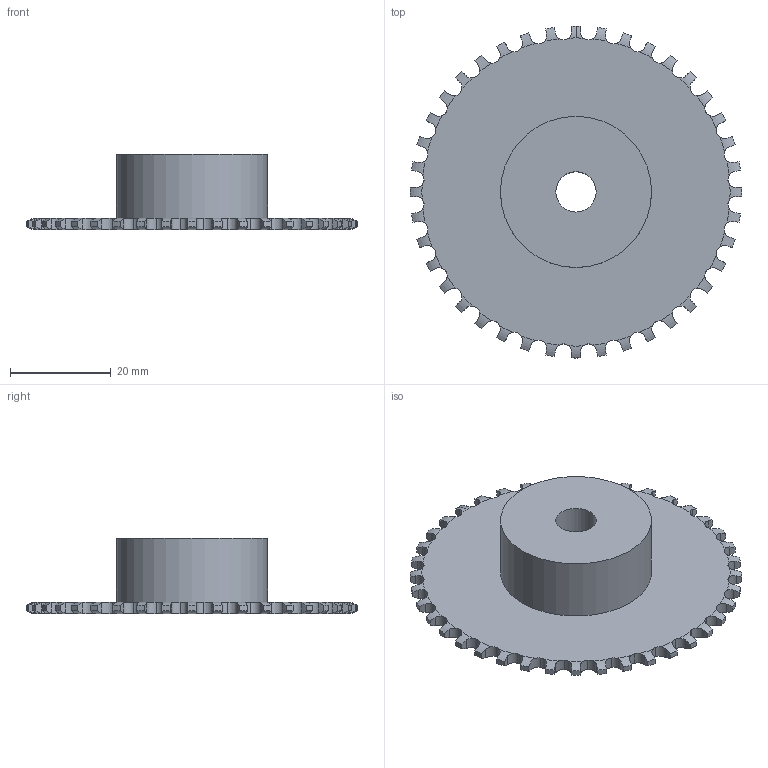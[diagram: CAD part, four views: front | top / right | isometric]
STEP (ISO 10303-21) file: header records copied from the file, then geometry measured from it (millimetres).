
FILE_DESCRIPTION(('FreeCAD Model'),'2;1');
FILE_NAME('Open CASCADE Shape Model','2021-02-24T19:03:16',('Author'),( ''),'Open CASCADE STEP processor 7.4','FreeCAD','Unknown');
FILE_SCHEMA(('AUTOMOTIVE_DESIGN { 1 0 10303 214 1 1 1 1 }'));
Length unit declared in the file: millimetre
Products named in the file (1): Hole
Bounding box: 65.9 x 65.9 x 15 mm (x, y, z)
Volume: 15304.6 mm3; surface area: 8358.9 mm2
Topology: 1 solids, 1 shells, 367 faces, 1092 edges, 728 vertices
Faces by surface type: cylinder 202, plane 83, revolution 82
Full cylindrical faces by diameter (mm): 8 x1, 30 x1
Entity records: 37775 total; most frequent: CARTESIAN_POINT 17752, DIRECTION 3261, ORIENTED_EDGE 2184, PCURVE 2184, DEFINITIONAL_REPRESENTATION 2184, LINE 1660, VECTOR 1660, EDGE_CURVE 1092
